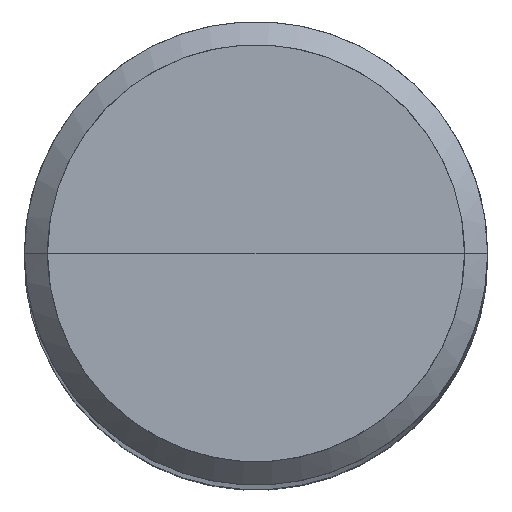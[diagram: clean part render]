
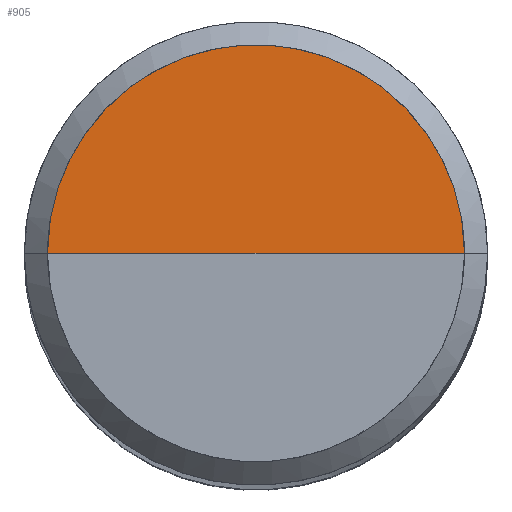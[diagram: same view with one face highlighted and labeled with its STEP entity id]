
A CAD part, top view. The second image highlights one B-rep face of the part: STEP entity #905.
In plain terms, the highlighted free-form (B-spline) face has degree [1, 2] with [2, 5] control points.
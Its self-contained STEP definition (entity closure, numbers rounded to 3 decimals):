
#644=CARTESIAN_POINT('',(4.5,0.0,53.0));
#645=CARTESIAN_POINT('',(4.5,4.5,53.0));
#646=CARTESIAN_POINT('',(0.0,4.5,53.0));
#647=CARTESIAN_POINT('',(-4.5,4.5,53.0));
#648=CARTESIAN_POINT('',(-4.5,0.0,53.0));
#649=CARTESIAN_POINT('',(0.0,0.0,53.0));
#890=(
BOUNDED_SURFACE()
B_SPLINE_SURFACE(1,2,(
(#644,#645,#646,#647,#648),
(#649,#649,#649,#649,#649)
), .UNSPECIFIED.,.F.,.F.,.F.)
B_SPLINE_SURFACE_WITH_KNOTS((2,2),(3,2,3),(
0.0,1.0),(
0.0,0.5,1.0), .UNSPECIFIED.)
GEOMETRIC_REPRESENTATION_ITEM()
RATIONAL_B_SPLINE_SURFACE(((1.0,0.707,1.0,0.707,1.0),
(1.0,0.707,1.0,0.707,1.0)
))
REPRESENTATION_ITEM('')
SURFACE()
);
#891=(
BOUNDED_CURVE()
B_SPLINE_CURVE(2,(#648,#647,#646,#645,#644),.UNSPECIFIED.,.F.,.F.)
B_SPLINE_CURVE_WITH_KNOTS((3,2,3),
(0.0,0.5,1.0),.UNSPECIFIED.)
CURVE()
GEOMETRIC_REPRESENTATION_ITEM()
RATIONAL_B_SPLINE_CURVE((1.0,0.707,1.0,0.707,1.0))
REPRESENTATION_ITEM('')
);
#892=(
BOUNDED_CURVE()
B_SPLINE_CURVE(1,(#644,#649),.UNSPECIFIED.,.F.,.F.)
B_SPLINE_CURVE_WITH_KNOTS((2,2),
(0.0,1.0),.UNSPECIFIED.)
CURVE()
GEOMETRIC_REPRESENTATION_ITEM()
RATIONAL_B_SPLINE_CURVE((1.0,1.0))
REPRESENTATION_ITEM('')
);
#893=(
BOUNDED_CURVE()
B_SPLINE_CURVE(1,(#649,#648),.UNSPECIFIED.,.F.,.F.)
B_SPLINE_CURVE_WITH_KNOTS((2,2),
(0.0,1.0),.UNSPECIFIED.)
CURVE()
GEOMETRIC_REPRESENTATION_ITEM()
RATIONAL_B_SPLINE_CURVE((1.0,1.0))
REPRESENTATION_ITEM('')
);
#894=VERTEX_POINT('',#644);
#895=VERTEX_POINT('',#648);
#896=VERTEX_POINT('',#649);
#897=EDGE_CURVE('',#895,#894,#891,.T.);
#898=EDGE_CURVE('',#894,#896,#892,.T.);
#899=EDGE_CURVE('',#896,#895,#893,.T.);
#900=ORIENTED_EDGE('',*,*,#897,.T.);
#901=ORIENTED_EDGE('',*,*,#898,.T.);
#902=ORIENTED_EDGE('',*,*,#899,.T.);
#903=EDGE_LOOP('',(#900,#901,#902));
#904=FACE_OUTER_BOUND('',#903,.T.);
#905=ADVANCED_FACE('',(#904),#890,.T.);
